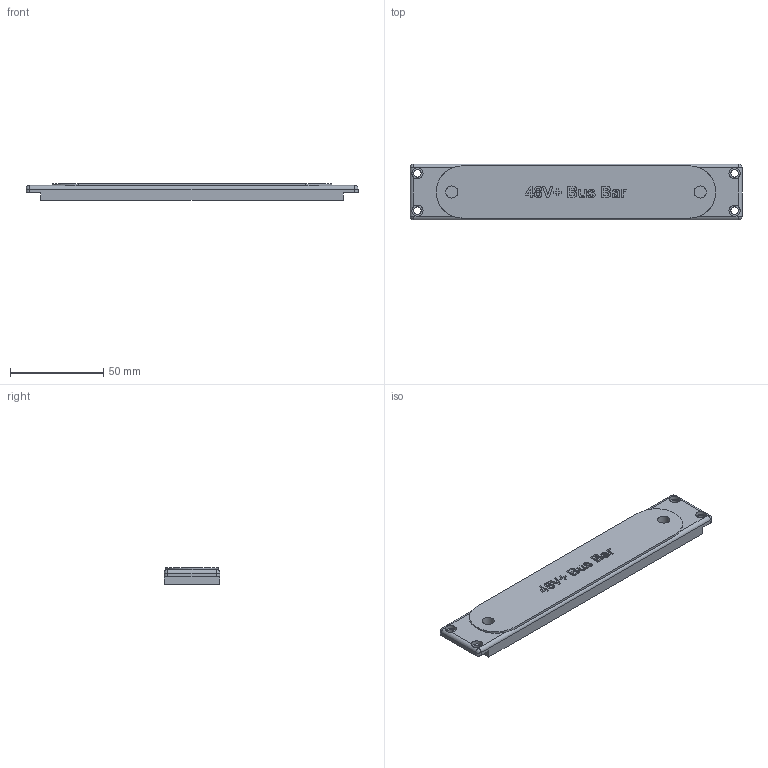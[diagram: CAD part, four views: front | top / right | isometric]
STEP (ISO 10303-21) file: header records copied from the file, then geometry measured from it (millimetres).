
FILE_DESCRIPTION(/* description */ (''),/* implementation_level */ '2;1');
FILE_NAME(/* name */ 'Distribution Platform.step',/* time_stamp */ '2026-02-23T17:21:33-05:00',/* author */ (''),/* organization */ (''),/* preprocessor_version */ 'ST-DEVELOPER v20.1',/* originating_system */ 'Autodesk Translation Framework v14.24.0.0',/* authorisation */ '');
FILE_SCHEMA (('AUTOMOTIVE_DESIGN { 1 0 10303 214 3 1 1 }'));
Length unit declared in the file: millimetre
Products named in the file (1): 2026-01-22-12-11-46-373
Bounding box: 178 x 30 x 9 mm (x, y, z)
Volume: 43566.2 mm3; surface area: 14580.6 mm2
Topology: 1 solids, 1 shells, 289 faces, 785 edges, 518 vertices
Faces by surface type: bspline 151, plane 114, cylinder 20, sphere 4
Full cylindrical faces by diameter (mm): 4 x4, 6 x4, 6.5 x2
Entity records: 10544 total; most frequent: CARTESIAN_POINT 4228, ORIENTED_EDGE 1570, DIRECTION 797, EDGE_CURVE 785, VERTEX_POINT 518, LINE 427, VECTOR 427, EDGE_LOOP 317
